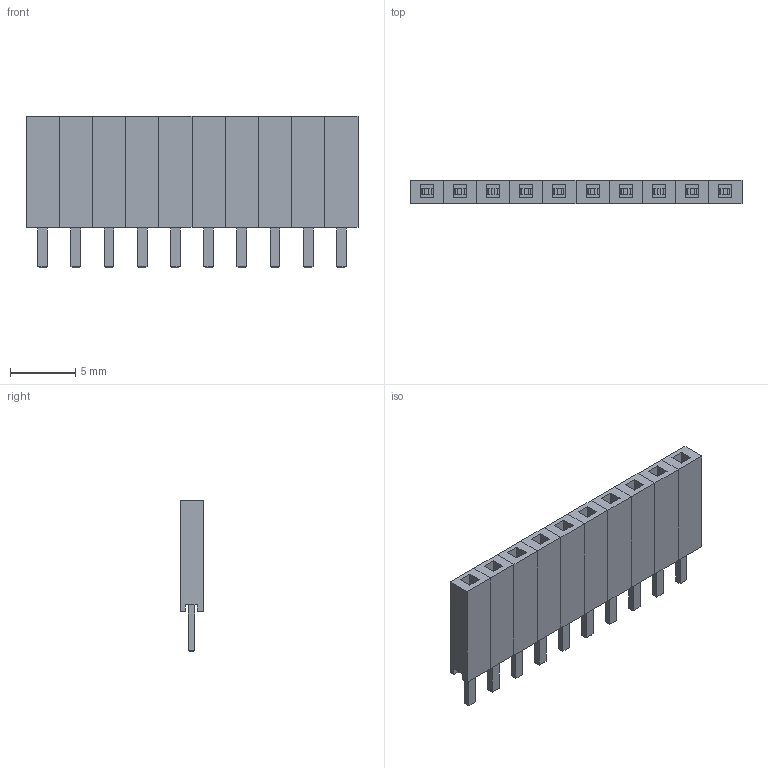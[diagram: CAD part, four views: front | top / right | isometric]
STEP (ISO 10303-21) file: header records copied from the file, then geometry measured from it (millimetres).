
FILE_DESCRIPTION(('FreeCAD Model'),'2;1');
FILE_NAME('Connecteur-2.54-Femelle-10_Contacts.step','2019-01-18T16:54:46',( 'Author'),(''),'Open CASCADE STEP processor 6.8','FreeCAD','Unknown' );
FILE_SCHEMA(('AUTOMOTIVE_DESIGN_CC2 { 1 2 10303 214 -1 1 5 4 }'));
Length unit declared in the file: millimetre
Products named in the file (3): ASSEMBLY; Array001; Array
Assembly tree (2 placements, depth 2):
  ASSEMBLY
    Array001
    Array
Bounding box: 25.4 x 1.82 x 11.6 mm (x, y, z)
Volume: 337.9 mm3; surface area: 1472.5 mm2
Topology: 20 solids, 20 shells, 390 faces, 980 edges, 640 vertices
Faces by surface type: plane 390
Entity records: 24296 total; most frequent: CARTESIAN_POINT 3973, DIRECTION 3726, LINE 2940, VECTOR 2940, ORIENTED_EDGE 1960, PCURVE 1960, DEFINITIONAL_REPRESENTATION 1960, EDGE_CURVE 980
